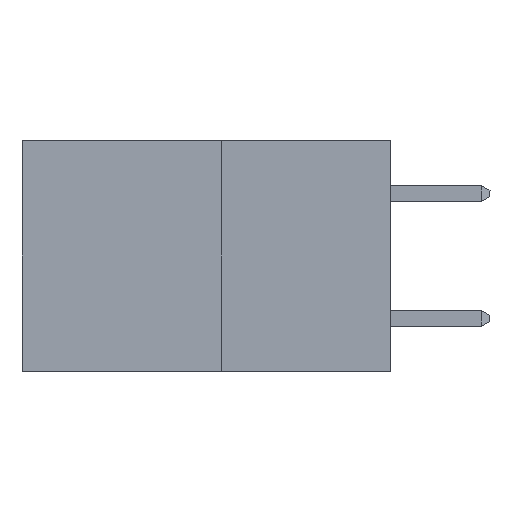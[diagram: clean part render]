
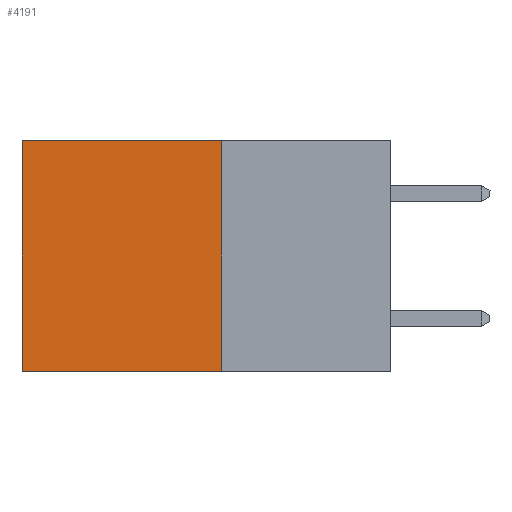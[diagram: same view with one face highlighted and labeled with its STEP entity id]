
A CAD part, left-side view. The second image highlights one B-rep face of the part: STEP entity #4191.
In plain terms, the highlighted planar face has unit normal (-1, 0, 0).
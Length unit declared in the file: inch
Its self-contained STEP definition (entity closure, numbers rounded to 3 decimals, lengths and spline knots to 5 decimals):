
#15 = LINE ( 'NONE', #822, #11108 ) ;
#593 = VERTEX_POINT ( 'NONE', #9348 ) ;
#667 = PLANE ( 'NONE',  #5737 ) ;
#713 = VERTEX_POINT ( 'NONE', #2629 ) ;
#822 = CARTESIAN_POINT ( 'NONE',  ( 0.277, 0.27, -0.37 ) ) ;
#1082 = CARTESIAN_POINT ( 'NONE',  ( 0.277, 0.27, -0.37 ) ) ;
#1558 = ORIENTED_EDGE ( 'NONE', *, *, #13177, .F. ) ;
#1679 = ORIENTED_EDGE ( 'NONE', *, *, #11279, .T. ) ;
#2153 = ORIENTED_EDGE ( 'NONE', *, *, #8865, .F. ) ;
#2458 = VECTOR ( 'NONE', #3572, 39.37008 ) ;
#2629 = CARTESIAN_POINT ( 'NONE',  ( 0.277, 0.27, 0. ) ) ;
#2828 = VECTOR ( 'NONE', #7078, 39.37008 ) ;
#3209 = DIRECTION ( 'NONE',  ( 0., 0., -1. ) ) ;
#3572 = DIRECTION ( 'NONE',  ( 0., 1., 0. ) ) ;
#3599 = CARTESIAN_POINT ( 'NONE',  ( 0.277, 0.27, -0.37 ) ) ;
#3656 = ORIENTED_EDGE ( 'NONE', *, *, #8324, .T. ) ;
#4191 = ADVANCED_FACE ( 'NONE', ( #6672 ), #667, .F. ) ;
#4397 = EDGE_LOOP ( 'NONE', ( #1679, #2153, #1558, #3656 ) ) ;
#5409 = CARTESIAN_POINT ( 'NONE',  ( 0.277, 0.59, -0.37 ) ) ;
#5737 = AXIS2_PLACEMENT_3D ( 'NONE', #1082, #10138, #9878 ) ;
#5747 = LINE ( 'NONE', #7110, #2828 ) ;
#6672 = FACE_OUTER_BOUND ( 'NONE', #4397, .T. ) ;
#7078 = DIRECTION ( 'NONE',  ( 0., 1., 0. ) ) ;
#7110 = CARTESIAN_POINT ( 'NONE',  ( 0.277, 0.27, 0. ) ) ;
#7344 = VERTEX_POINT ( 'NONE', #12159 ) ;
#7408 = VERTEX_POINT ( 'NONE', #12220 ) ;
#8246 = LINE ( 'NONE', #3599, #2458 ) ;
#8324 = EDGE_CURVE ( 'NONE', #713, #7344, #5747, .T. ) ;
#8865 = EDGE_CURVE ( 'NONE', #593, #7408, #8246, .T. ) ;
#9199 = LINE ( 'NONE', #5409, #12236 ) ;
#9348 = CARTESIAN_POINT ( 'NONE',  ( 0.277, 0.27, -0.37 ) ) ;
#9878 = DIRECTION ( 'NONE',  ( 0., 0., -1. ) ) ;
#10138 = DIRECTION ( 'NONE',  ( 1., 0., 0. ) ) ;
#11108 = VECTOR ( 'NONE', #12513, 39.37008 ) ;
#11279 = EDGE_CURVE ( 'NONE', #7344, #7408, #9199, .T. ) ;
#12159 = CARTESIAN_POINT ( 'NONE',  ( 0.277, 0.59, 0. ) ) ;
#12220 = CARTESIAN_POINT ( 'NONE',  ( 0.277, 0.59, -0.37 ) ) ;
#12236 = VECTOR ( 'NONE', #3209, 39.37008 ) ;
#12513 = DIRECTION ( 'NONE',  ( 0., 0., -1. ) ) ;
#13177 = EDGE_CURVE ( 'NONE', #713, #593, #15, .T. ) ;
